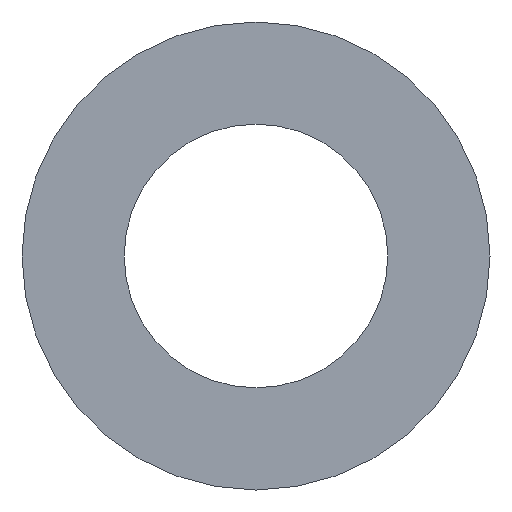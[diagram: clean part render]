
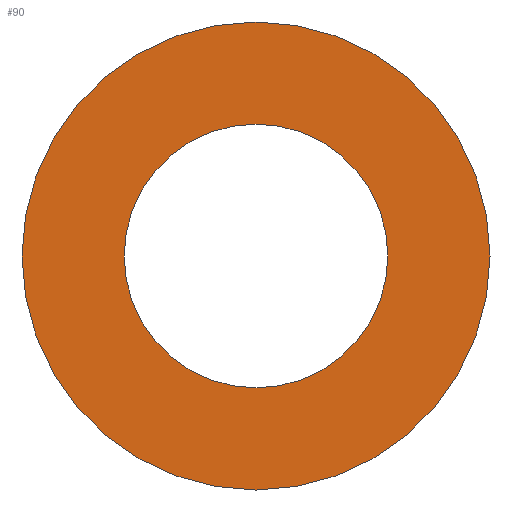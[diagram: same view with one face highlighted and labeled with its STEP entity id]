
A CAD part, front view. The second image highlights one B-rep face of the part: STEP entity #90.
In plain terms, the highlighted planar face has unit normal (0, -1, 0).
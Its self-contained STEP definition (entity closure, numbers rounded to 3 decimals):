
#90 = ADVANCED_FACE('',(#91,#102),#113,.F.);
#91 = FACE_BOUND('',#92,.T.);
#92 = EDGE_LOOP('',(#93));
#93 = ORIENTED_EDGE('',*,*,#94,.T.);
#94 = EDGE_CURVE('',#95,#95,#97,.T.);
#95 = VERTEX_POINT('',#96);
#96 = CARTESIAN_POINT('',(5.5,-1.5,0.));
#97 = CIRCLE('',#98,5.5);
#98 = AXIS2_PLACEMENT_3D('',#99,#100,#101);
#99 = CARTESIAN_POINT('',(0.,-1.5,0.));
#100 = DIRECTION('',(0.,-1.,0.));
#101 = DIRECTION('',(1.,0.,0.));
#102 = FACE_BOUND('',#103,.F.);
#103 = EDGE_LOOP('',(#104));
#104 = ORIENTED_EDGE('',*,*,#105,.T.);
#105 = EDGE_CURVE('',#106,#106,#108,.T.);
#106 = VERTEX_POINT('',#107);
#107 = CARTESIAN_POINT('',(3.1,-1.5,0.));
#108 = CIRCLE('',#109,3.1);
#109 = AXIS2_PLACEMENT_3D('',#110,#111,#112);
#110 = CARTESIAN_POINT('',(0.,-1.5,0.));
#111 = DIRECTION('',(0.,-1.,0.));
#112 = DIRECTION('',(1.,0.,0.));
#113 = PLANE('',#114);
#114 = AXIS2_PLACEMENT_3D('',#115,#116,#117);
#115 = CARTESIAN_POINT('',(0.,-1.5,0.)
  );
#116 = DIRECTION('',(0.,1.,0.));
#117 = DIRECTION('',(0.,0.,1.));
